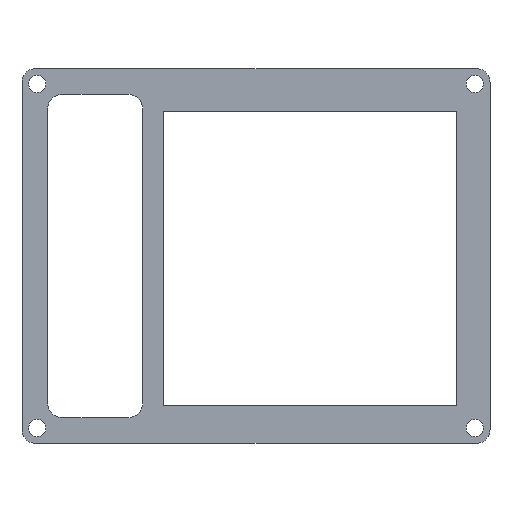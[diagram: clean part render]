
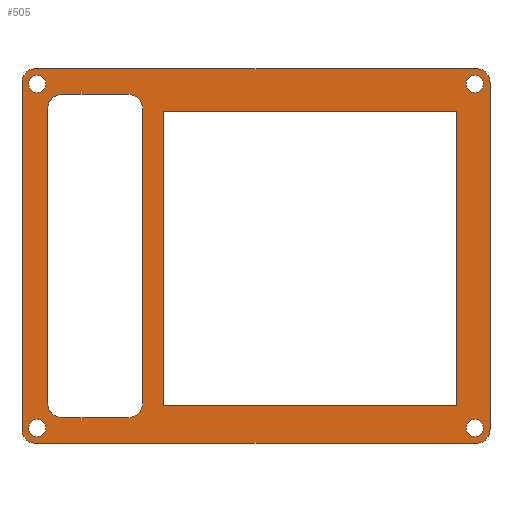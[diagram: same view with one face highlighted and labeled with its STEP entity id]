
A CAD part, top view. The second image highlights one B-rep face of the part: STEP entity #505.
In plain terms, the highlighted planar face has unit normal (0, 0, 1).
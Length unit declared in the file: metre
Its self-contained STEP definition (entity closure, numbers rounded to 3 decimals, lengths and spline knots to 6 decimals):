
#13=CIRCLE('',#529,0.0027);
#15=CIRCLE('',#533,0.0027);
#17=CIRCLE('',#537,0.0027);
#18=CIRCLE('',#545,0.0017);
#20=CIRCLE('',#548,0.0017);
#22=CIRCLE('',#551,0.0017);
#25=CIRCLE('',#555,0.0027);
#26=CIRCLE('',#558,0.0017);
#28=CIRCLE('',#561,0.003);
#29=CIRCLE('',#562,0.003);
#30=CIRCLE('',#563,0.003);
#31=CIRCLE('',#564,0.003);
#116=ORIENTED_EDGE('',*,*,#226,.F.);
#117=ORIENTED_EDGE('',*,*,#242,.F.);
#118=ORIENTED_EDGE('',*,*,#184,.F.);
#119=ORIENTED_EDGE('',*,*,#224,.F.);
#120=ORIENTED_EDGE('',*,*,#236,.T.);
#121=ORIENTED_EDGE('',*,*,#243,.T.);
#122=ORIENTED_EDGE('',*,*,#212,.T.);
#123=ORIENTED_EDGE('',*,*,#244,.T.);
#124=ORIENTED_EDGE('',*,*,#216,.T.);
#125=ORIENTED_EDGE('',*,*,#245,.T.);
#126=ORIENTED_EDGE('',*,*,#220,.F.);
#127=ORIENTED_EDGE('',*,*,#246,.T.);
#128=ORIENTED_EDGE('',*,*,#190,.T.);
#129=ORIENTED_EDGE('',*,*,#194,.T.);
#130=ORIENTED_EDGE('',*,*,#197,.T.);
#131=ORIENTED_EDGE('',*,*,#200,.T.);
#132=ORIENTED_EDGE('',*,*,#203,.T.);
#133=ORIENTED_EDGE('',*,*,#206,.T.);
#134=ORIENTED_EDGE('',*,*,#209,.T.);
#135=ORIENTED_EDGE('',*,*,#235,.T.);
#136=ORIENTED_EDGE('',*,*,#232,.F.);
#137=ORIENTED_EDGE('',*,*,#230,.F.);
#138=ORIENTED_EDGE('',*,*,#228,.F.);
#139=ORIENTED_EDGE('',*,*,#240,.F.);
#184=EDGE_CURVE('',#252,#253,#300,.T.);
#190=EDGE_CURVE('',#259,#258,#306,.T.);
#194=EDGE_CURVE('',#258,#261,#13,.F.);
#197=EDGE_CURVE('',#261,#263,#311,.T.);
#200=EDGE_CURVE('',#263,#265,#15,.F.);
#203=EDGE_CURVE('',#265,#267,#315,.T.);
#206=EDGE_CURVE('',#267,#269,#17,.F.);
#209=EDGE_CURVE('',#269,#271,#319,.T.);
#212=EDGE_CURVE('',#275,#274,#322,.T.);
#216=EDGE_CURVE('',#279,#278,#326,.T.);
#220=EDGE_CURVE('',#282,#283,#330,.T.);
#224=EDGE_CURVE('',#285,#252,#334,.T.);
#226=EDGE_CURVE('',#286,#285,#336,.T.);
#228=EDGE_CURVE('',#288,#288,#18,.T.);
#230=EDGE_CURVE('',#290,#290,#20,.T.);
#232=EDGE_CURVE('',#292,#292,#22,.T.);
#235=EDGE_CURVE('',#271,#259,#25,.F.);
#236=EDGE_CURVE('',#294,#295,#338,.T.);
#240=EDGE_CURVE('',#298,#298,#26,.T.);
#242=EDGE_CURVE('',#253,#286,#342,.T.);
#243=EDGE_CURVE('',#295,#275,#28,.F.);
#244=EDGE_CURVE('',#274,#279,#29,.F.);
#245=EDGE_CURVE('',#278,#283,#30,.F.);
#246=EDGE_CURVE('',#282,#294,#31,.F.);
#252=VERTEX_POINT('',#724);
#253=VERTEX_POINT('',#725);
#258=VERTEX_POINT('',#736);
#259=VERTEX_POINT('',#738);
#261=VERTEX_POINT('',#744);
#263=VERTEX_POINT('',#750);
#265=VERTEX_POINT('',#756);
#267=VERTEX_POINT('',#762);
#269=VERTEX_POINT('',#768);
#271=VERTEX_POINT('',#774);
#274=VERTEX_POINT('',#781);
#275=VERTEX_POINT('',#783);
#278=VERTEX_POINT('',#790);
#279=VERTEX_POINT('',#792);
#282=VERTEX_POINT('',#799);
#283=VERTEX_POINT('',#801);
#285=VERTEX_POINT('',#807);
#286=VERTEX_POINT('',#811);
#288=VERTEX_POINT('',#817);
#290=VERTEX_POINT('',#822);
#292=VERTEX_POINT('',#827);
#294=VERTEX_POINT('',#835);
#295=VERTEX_POINT('',#836);
#298=VERTEX_POINT('',#844);
#300=LINE('',#723,#344);
#306=LINE('',#737,#350);
#311=LINE('',#751,#355);
#315=LINE('',#763,#359);
#319=LINE('',#775,#363);
#322=LINE('',#782,#366);
#326=LINE('',#791,#370);
#330=LINE('',#800,#374);
#334=LINE('',#808,#378);
#336=LINE('',#813,#380);
#338=LINE('',#834,#382);
#342=LINE('',#848,#386);
#344=VECTOR('',#579,1.);
#350=VECTOR('',#587,1.);
#355=VECTOR('',#600,1.);
#359=VECTOR('',#612,1.);
#363=VECTOR('',#624,1.);
#366=VECTOR('',#629,1.);
#370=VECTOR('',#635,1.);
#374=VECTOR('',#641,1.);
#378=VECTOR('',#647,1.);
#380=VECTOR('',#651,1.);
#382=VECTOR('',#679,1.);
#386=VECTOR('',#691,1.);
#411=EDGE_LOOP('',(#116,#117,#118,#119));
#412=EDGE_LOOP('',(#120,#121,#122,#123,#124,#125,#126,#127));
#413=EDGE_LOOP('',(#128,#129,#130,#131,#132,#133,#134,#135));
#414=EDGE_LOOP('',(#136));
#415=EDGE_LOOP('',(#137));
#416=EDGE_LOOP('',(#138));
#417=EDGE_LOOP('',(#139));
#453=FACE_BOUND('',#411,.T.);
#454=FACE_BOUND('',#412,.T.);
#455=FACE_BOUND('',#413,.T.);
#456=FACE_BOUND('',#414,.T.);
#457=FACE_BOUND('',#415,.T.);
#458=FACE_BOUND('',#416,.T.);
#459=FACE_BOUND('',#417,.T.);
#483=PLANE('',#560);
#505=ADVANCED_FACE('',(#453,#454,#455,#456,#457,#458,#459),#483,.T.);
#529=AXIS2_PLACEMENT_3D('',#745,#594,#595);
#533=AXIS2_PLACEMENT_3D('',#757,#606,#607);
#537=AXIS2_PLACEMENT_3D('',#769,#618,#619);
#545=AXIS2_PLACEMENT_3D('',#816,#655,#656);
#548=AXIS2_PLACEMENT_3D('',#821,#661,#662);
#551=AXIS2_PLACEMENT_3D('',#826,#667,#668);
#555=AXIS2_PLACEMENT_3D('',#832,#675,#676);
#558=AXIS2_PLACEMENT_3D('',#843,#685,#686);
#560=AXIS2_PLACEMENT_3D('',#847,#689,#690);
#561=AXIS2_PLACEMENT_3D('',#849,#692,#693);
#562=AXIS2_PLACEMENT_3D('',#850,#694,#695);
#563=AXIS2_PLACEMENT_3D('',#851,#696,#697);
#564=AXIS2_PLACEMENT_3D('',#852,#698,#699);
#579=DIRECTION('',(-1.,0.,0.));
#587=DIRECTION('',(1.,0.,0.));
#594=DIRECTION('',(0.,0.,-1.));
#595=DIRECTION('',(-1.,0.,0.));
#600=DIRECTION('',(0.,1.,0.));
#606=DIRECTION('',(0.,0.,-1.));
#607=DIRECTION('',(-1.,0.,0.));
#612=DIRECTION('',(-1.,0.,0.));
#618=DIRECTION('',(0.,0.,-1.));
#619=DIRECTION('',(-1.,0.,0.));
#624=DIRECTION('',(0.,-1.,0.));
#629=DIRECTION('',(1.,0.,0.));
#635=DIRECTION('',(0.,-1.,0.));
#641=DIRECTION('',(1.,0.,0.));
#647=DIRECTION('',(0.,1.,0.));
#651=DIRECTION('',(1.,0.,0.));
#655=DIRECTION('',(0.,0.,1.));
#656=DIRECTION('',(1.,0.,0.));
#661=DIRECTION('',(0.,0.,1.));
#662=DIRECTION('',(1.,0.,0.));
#667=DIRECTION('',(0.,0.,1.));
#668=DIRECTION('',(1.,0.,0.));
#675=DIRECTION('',(0.,0.,-1.));
#676=DIRECTION('',(-1.,0.,0.));
#679=DIRECTION('',(0.,1.,0.));
#685=DIRECTION('',(0.,0.,1.));
#686=DIRECTION('',(1.,0.,0.));
#689=DIRECTION('',(0.,0.,1.));
#690=DIRECTION('',(1.,0.,0.));
#691=DIRECTION('',(0.,-1.,0.));
#692=DIRECTION('',(0.,0.,1.));
#693=DIRECTION('',(1.,0.,0.));
#694=DIRECTION('',(0.,0.,1.));
#695=DIRECTION('',(1.,0.,0.));
#696=DIRECTION('',(0.,0.,1.));
#697=DIRECTION('',(1.,0.,0.));
#698=DIRECTION('',(0.,0.,1.));
#699=DIRECTION('',(1.,0.,0.));
#723=CARTESIAN_POINT('',(-0.002189,0.002218,0.016));
#724=CARTESIAN_POINT('',(0.027094,0.002218,0.016));
#725=CARTESIAN_POINT('',(-0.030472,0.002218,0.016));
#736=CARTESIAN_POINT('',(0.030888,-0.062875,0.016));
#737=CARTESIAN_POINT('',(-0.012312,-0.062875,0.016));
#738=CARTESIAN_POINT('',(-0.055512,-0.062875,0.016));
#744=CARTESIAN_POINT('',(0.033588,-0.060175,0.016));
#745=CARTESIAN_POINT('',(0.030888,-0.060175,0.016));
#750=CARTESIAN_POINT('',(0.033588,0.007925,0.016));
#751=CARTESIAN_POINT('',(0.033588,-0.026125,0.016));
#756=CARTESIAN_POINT('',(0.030888,0.010625,0.016));
#757=CARTESIAN_POINT('',(0.030888,0.007925,0.016));
#762=CARTESIAN_POINT('',(-0.055512,0.010625,0.016));
#763=CARTESIAN_POINT('',(0.031088,0.010625,0.016));
#768=CARTESIAN_POINT('',(-0.058212,0.007925,0.016));
#769=CARTESIAN_POINT('',(-0.055512,0.007925,0.016));
#774=CARTESIAN_POINT('',(-0.058212,-0.060175,0.016));
#775=CARTESIAN_POINT('',(-0.058212,-0.026125,0.016));
#781=CARTESIAN_POINT('',(-0.037511,0.005625,0.016));
#782=CARTESIAN_POINT('',(-0.012312,0.005625,0.016));
#783=CARTESIAN_POINT('',(-0.050212,0.005625,0.016));
#790=CARTESIAN_POINT('',(-0.034511,-0.054875,0.016));
#791=CARTESIAN_POINT('',(-0.034511,-0.026125,0.016));
#792=CARTESIAN_POINT('',(-0.034511,0.002625,0.016));
#799=CARTESIAN_POINT('',(-0.050212,-0.057875,0.016));
#800=CARTESIAN_POINT('',(-0.012312,-0.057875,0.016));
#801=CARTESIAN_POINT('',(-0.037511,-0.057875,0.016));
#807=CARTESIAN_POINT('',(0.027094,-0.055445,0.016));
#808=CARTESIAN_POINT('',(0.027094,-0.026614,0.016));
#811=CARTESIAN_POINT('',(-0.030472,-0.055445,0.016));
#813=CARTESIAN_POINT('',(-0.002189,-0.055445,0.016));
#816=CARTESIAN_POINT('',(0.030588,0.007625,0.016));
#817=CARTESIAN_POINT('',(0.032288,0.007625,0.016));
#821=CARTESIAN_POINT('',(-0.055212,0.007625,0.016));
#822=CARTESIAN_POINT('',(-0.053512,0.007625,0.016));
#826=CARTESIAN_POINT('',(-0.055212,-0.059875,0.016));
#827=CARTESIAN_POINT('',(-0.053512,-0.059875,0.016));
#832=CARTESIAN_POINT('',(-0.055512,-0.060175,0.016));
#834=CARTESIAN_POINT('',(-0.053212,-0.026125,0.016));
#835=CARTESIAN_POINT('',(-0.053212,-0.054875,0.016));
#836=CARTESIAN_POINT('',(-0.053212,0.002625,0.016));
#843=CARTESIAN_POINT('',(0.030588,-0.059875,0.016));
#844=CARTESIAN_POINT('',(0.032288,-0.059875,0.016));
#847=CARTESIAN_POINT('',(-0.012312,-0.026125,0.016));
#848=CARTESIAN_POINT('',(-0.030472,-0.026614,0.016));
#849=CARTESIAN_POINT('',(-0.050212,0.002625,0.016));
#850=CARTESIAN_POINT('',(-0.037511,0.002625,0.016));
#851=CARTESIAN_POINT('',(-0.037511,-0.054875,0.016));
#852=CARTESIAN_POINT('',(-0.050212,-0.054875,0.016));
